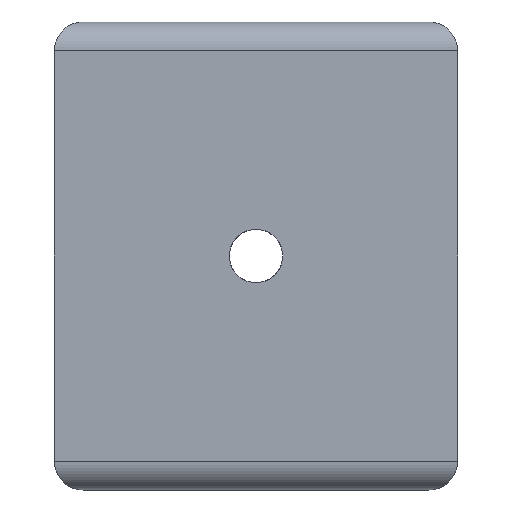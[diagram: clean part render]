
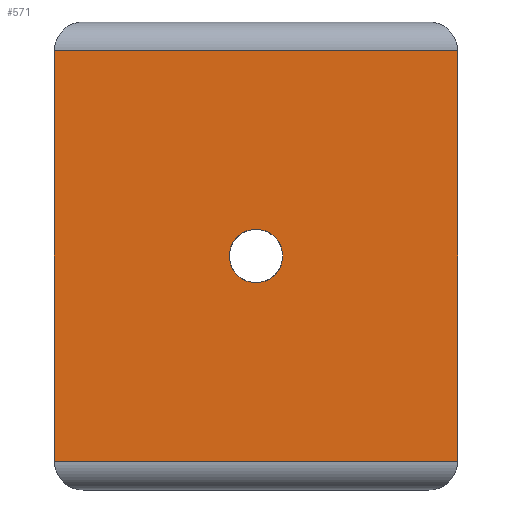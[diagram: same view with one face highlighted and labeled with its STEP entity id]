
A CAD part, left-side view. The second image highlights one B-rep face of the part: STEP entity #571.
In plain terms, the highlighted planar face has unit normal (-1, 0, 0).
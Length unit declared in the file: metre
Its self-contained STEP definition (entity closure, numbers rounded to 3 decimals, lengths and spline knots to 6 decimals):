
#40=CIRCLE('',#628,0.00185);
#81=LINE('',#941,#123);
#85=LINE('',#954,#127);
#86=LINE('',#957,#128);
#87=LINE('',#958,#129);
#123=VECTOR('',#723,1.);
#127=VECTOR('',#735,1.);
#128=VECTOR('',#736,1.);
#129=VECTOR('',#737,1.);
#178=ORIENTED_EDGE('',*,*,#340,.F.);
#179=ORIENTED_EDGE('',*,*,#341,.F.);
#180=ORIENTED_EDGE('',*,*,#342,.T.);
#181=ORIENTED_EDGE('',*,*,#334,.T.);
#182=ORIENTED_EDGE('',*,*,#343,.T.);
#334=EDGE_CURVE('',#414,#415,#81,.T.);
#340=EDGE_CURVE('',#420,#420,#40,.T.);
#341=EDGE_CURVE('',#421,#422,#85,.T.);
#342=EDGE_CURVE('',#421,#414,#86,.T.);
#343=EDGE_CURVE('',#415,#422,#87,.F.);
#414=VERTEX_POINT('',#938);
#415=VERTEX_POINT('',#940);
#420=VERTEX_POINT('',#953);
#421=VERTEX_POINT('',#955);
#422=VERTEX_POINT('',#956);
#465=EDGE_LOOP('',(#178));
#466=EDGE_LOOP('',(#179,#180,#181,#182));
#513=FACE_BOUND('',#465,.T.);
#514=FACE_BOUND('',#466,.T.);
#559=PLANE('',#627);
#571=ADVANCED_FACE('',(#513,#514),#559,.T.);
#627=AXIS2_PLACEMENT_3D('',#951,#731,#732);
#628=AXIS2_PLACEMENT_3D('',#952,#733,#734);
#723=DIRECTION('',(0.,0.,-1.));
#731=DIRECTION('',(-1.,0.,0.));
#732=DIRECTION('',(0.,-1.,0.));
#733=DIRECTION('',(-1.,0.,0.));
#734=DIRECTION('',(0.,-1.,0.));
#735=DIRECTION('',(0.,0.,-1.));
#736=DIRECTION('',(0.,1.,0.));
#737=DIRECTION('',(0.,1.,0.));
#938=CARTESIAN_POINT('',(-0.014,0.028,0.0285));
#940=CARTESIAN_POINT('',(-0.014,0.028,0.));
#941=CARTESIAN_POINT('',(-0.014,0.028,0.002));
#951=CARTESIAN_POINT('',(-0.014,0.014,0.002));
#952=CARTESIAN_POINT('',(-0.014,0.014,0.01425));
#953=CARTESIAN_POINT('',(-0.014,0.01215,0.01425));
#954=CARTESIAN_POINT('',(-0.014,0.,0.002));
#955=CARTESIAN_POINT('',(-0.014,0.,0.0285));
#956=CARTESIAN_POINT('',(-0.014,0.,0.));
#957=CARTESIAN_POINT('',(-0.014,0.014,0.0285));
#958=CARTESIAN_POINT('',(-0.014,0.,0.));
